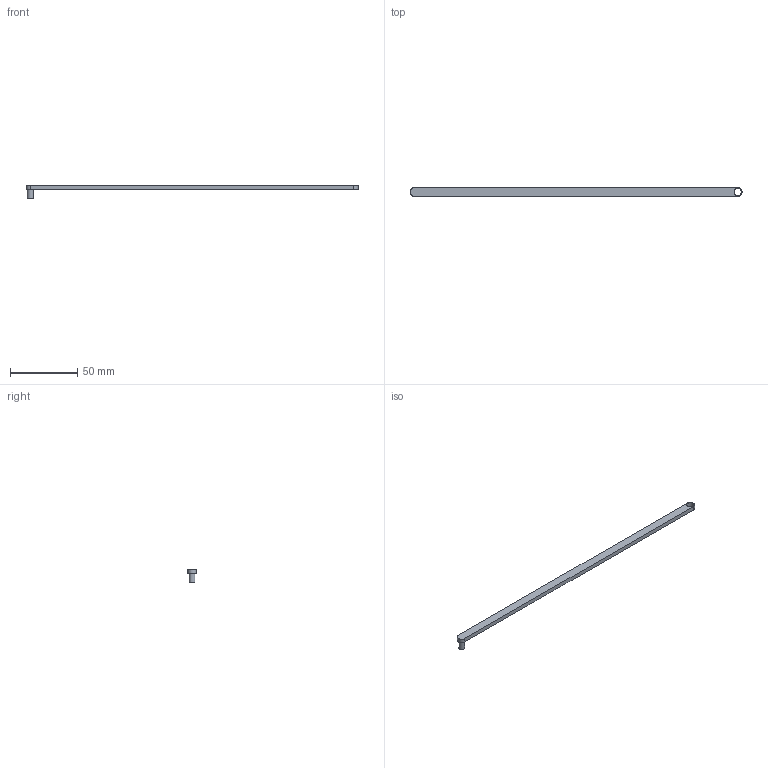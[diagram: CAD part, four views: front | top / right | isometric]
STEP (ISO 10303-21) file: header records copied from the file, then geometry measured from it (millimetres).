
FILE_DESCRIPTION(/* description */ (''),/* implementation_level */ '2;1');
FILE_NAME(/* name */ 'eslabon_1_ipt_b9ed509b.STEP',/* time_stamp */ '2021-07-22T16:05:31-05:00',/* author */ ('Leonardo Fabio Mercado Benítez'),/* organization */ (''),/* preprocessor_version */ 'ST-DEVELOPER v18.1',/* originating_system */ 'Autodesk Inventor 2021',/* authorisation */ '');
FILE_SCHEMA (('AUTOMOTIVE_DESIGN { 1 0 10303 214 3 1 1 }'));
Length unit declared in the file: metre
Products named in the file (1): eslabon_1
Bounding box: 246.35 x 6.35 x 10.18 mm (x, y, z)
Volume: 4971.9 mm3; surface area: 4802.7 mm2
Topology: 1 solids, 1 shells, 9 faces, 21 edges, 15 vertices
Faces by surface type: plane 5, cylinder 4
Full cylindrical faces by diameter (mm): 4.35 x1, 5.35 x1
Entity records: 315 total; most frequent: DIRECTION 52, CARTESIAN_POINT 46, ORIENTED_EDGE 42, EDGE_CURVE 21, AXIS2_PLACEMENT_3D 21, VERTEX_POINT 15, EDGE_LOOP 12, CIRCLE 11
